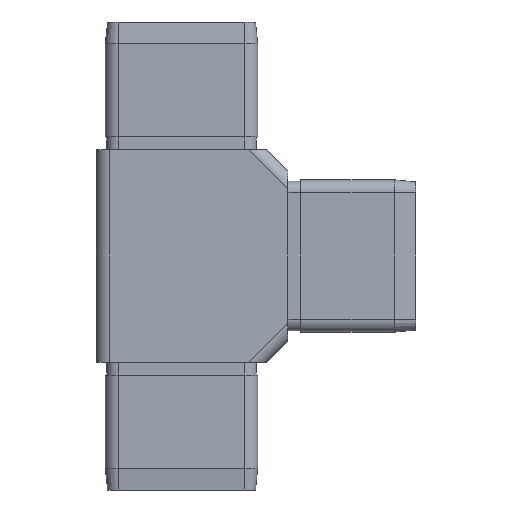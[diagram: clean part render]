
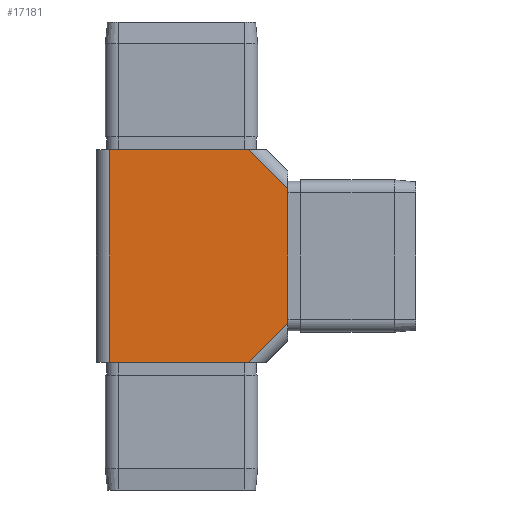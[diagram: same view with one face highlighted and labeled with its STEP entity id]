
A CAD part, left-side view. The second image highlights one B-rep face of the part: STEP entity #17181.
In plain terms, the highlighted planar face has unit normal (-1, 0, 0).
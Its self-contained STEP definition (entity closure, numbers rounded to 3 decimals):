
#158 = CARTESIAN_POINT ( 'NONE',  ( -20., 19.5, -25. ) ) ;
#645 = VECTOR ( 'NONE', #17333, 1000. ) ;
#856 = EDGE_CURVE ( 'NONE', #17060, #8569, #13366, .T. ) ;
#1372 = VECTOR ( 'NONE', #3070, 1000. ) ;
#1562 = ORIENTED_EDGE ( 'NONE', *, *, #856, .T. ) ;
#1891 = LINE ( 'NONE', #12769, #1372 ) ;
#2064 = PLANE ( 'NONE',  #9877 ) ;
#2133 = DIRECTION ( 'NONE',  ( 1., 0., 0. ) ) ;
#2655 = CARTESIAN_POINT ( 'NONE',  ( -20., 22.5, -25. ) ) ;
#2702 = DIRECTION ( 'NONE',  ( 0., 0., -1. ) ) ;
#3070 = DIRECTION ( 'NONE',  ( 0., -0.707, 0.707 ) ) ;
#3126 = EDGE_CURVE ( 'NONE', #19104, #17060, #20302, .T. ) ;
#3891 = CARTESIAN_POINT ( 'NONE',  ( -20., -13.257, 25. ) ) ;
#5178 = CARTESIAN_POINT ( 'NONE',  ( -20., -13.257, -25. ) ) ;
#5742 = EDGE_CURVE ( 'NONE', #13121, #14419, #13812, .T. ) ;
#6042 = FACE_OUTER_BOUND ( 'NONE', #14060, .T. ) ;
#6104 = CARTESIAN_POINT ( 'NONE',  ( -20., 22.5, 25. ) ) ;
#6244 = EDGE_CURVE ( 'NONE', #19104, #14419, #17812, .T. ) ;
#6706 = CARTESIAN_POINT ( 'NONE',  ( -20., -15.379, 22.879 ) ) ;
#7322 = VECTOR ( 'NONE', #12459, 1000. ) ;
#7555 = DIRECTION ( 'NONE',  ( 0., -1., 0. ) ) ;
#8048 = EDGE_CURVE ( 'NONE', #13121, #12297, #14148, .T. ) ;
#8569 = VERTEX_POINT ( 'NONE', #5178 ) ;
#8933 = EDGE_CURVE ( 'NONE', #8569, #12297, #1891, .T. ) ;
#9087 = ORIENTED_EDGE ( 'NONE', *, *, #5742, .T. ) ;
#9877 = AXIS2_PLACEMENT_3D ( 'NONE', #11495, #2133, #10039 ) ;
#10039 = DIRECTION ( 'NONE',  ( 0., 1., 0. ) ) ;
#10934 = CARTESIAN_POINT ( 'NONE',  ( -20., 19.5, 25. ) ) ;
#10970 = CARTESIAN_POINT ( 'NONE',  ( -20., -22.5, -15.757 ) ) ;
#11495 = CARTESIAN_POINT ( 'NONE',  ( -20., 22.5, 25. ) ) ;
#12092 = VECTOR ( 'NONE', #7555, 1000. ) ;
#12276 = CARTESIAN_POINT ( 'NONE',  ( -20., 19.5, 25. ) ) ;
#12297 = VERTEX_POINT ( 'NONE', #10970 ) ;
#12459 = DIRECTION ( 'NONE',  ( 0., -1., 0. ) ) ;
#12769 = CARTESIAN_POINT ( 'NONE',  ( -20., -20.379, -17.879 ) ) ;
#13121 = VERTEX_POINT ( 'NONE', #13515 ) ;
#13366 = LINE ( 'NONE', #2655, #12092 ) ;
#13515 = CARTESIAN_POINT ( 'NONE',  ( -20., -22.5, 15.757 ) ) ;
#13602 = ORIENTED_EDGE ( 'NONE', *, *, #8933, .T. ) ;
#13812 = LINE ( 'NONE', #6706, #19590 ) ;
#14060 = EDGE_LOOP ( 'NONE', ( #1562, #13602, #19542, #9087, #20630, #15071 ) ) ;
#14148 = LINE ( 'NONE', #20721, #645 ) ;
#14419 = VERTEX_POINT ( 'NONE', #3891 ) ;
#15071 = ORIENTED_EDGE ( 'NONE', *, *, #3126, .T. ) ;
#17060 = VERTEX_POINT ( 'NONE', #158 ) ;
#17181 = ADVANCED_FACE ( 'NONE', ( #6042 ), #2064, .F. ) ;
#17333 = DIRECTION ( 'NONE',  ( 0., 0., -1. ) ) ;
#17812 = LINE ( 'NONE', #6104, #7322 ) ;
#17849 = DIRECTION ( 'NONE',  ( 0., 0.707, 0.707 ) ) ;
#19104 = VERTEX_POINT ( 'NONE', #10934 ) ;
#19542 = ORIENTED_EDGE ( 'NONE', *, *, #8048, .F. ) ;
#19590 = VECTOR ( 'NONE', #17849, 1000. ) ;
#20302 = LINE ( 'NONE', #12276, #20572 ) ;
#20572 = VECTOR ( 'NONE', #2702, 1000. ) ;
#20630 = ORIENTED_EDGE ( 'NONE', *, *, #6244, .F. ) ;
#20721 = CARTESIAN_POINT ( 'NONE',  ( -20., -22.5, 25. ) ) ;
